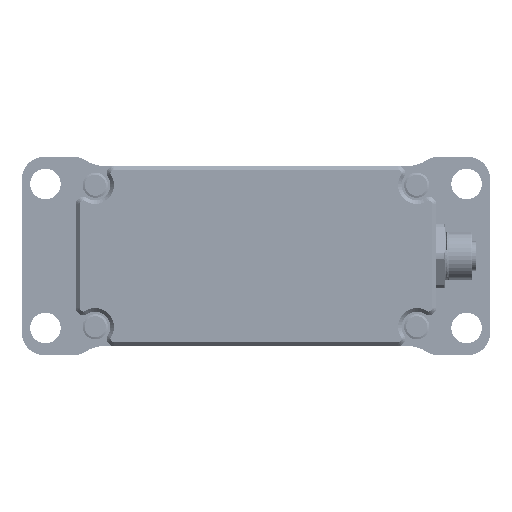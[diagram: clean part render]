
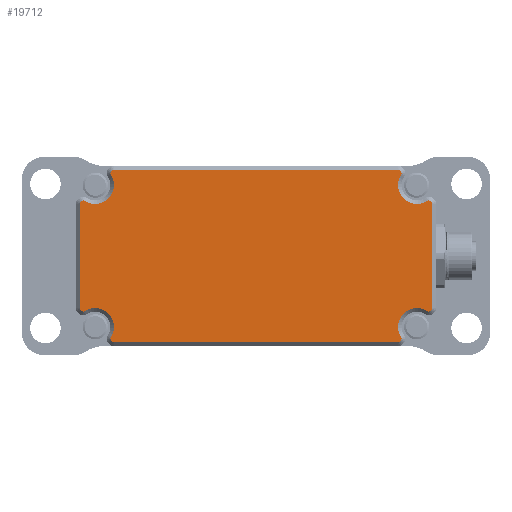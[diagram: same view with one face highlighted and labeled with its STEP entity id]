
A CAD part, front view. The second image highlights one B-rep face of the part: STEP entity #19712.
In plain terms, the highlighted planar face has unit normal (0, -1, 0).
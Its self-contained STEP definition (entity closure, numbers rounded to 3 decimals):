
#15232=DIRECTION('',(0.,0.,-1.));
#15233=VECTOR('',#15232,28.867);
#15234=CARTESIAN_POINT('',(-49.,-73.,
14.434));
#15235=LINE('',#15234,#15233);
#15239=CARTESIAN_POINT('',(-48.,-73.,14.434));
#15240=DIRECTION('',(0.,-1.,0.));
#15241=DIRECTION('',(0.54,0.,0.842));
#15242=AXIS2_PLACEMENT_3D('',#15239,#15240,#15241);
#15247=CARTESIAN_POINT('',(-44.652,-73.,19.652));
#15248=DIRECTION('',(0.,1.,0.));
#15249=DIRECTION('',(0.842,0.,0.54));
#15250=AXIS2_PLACEMENT_3D('',#15247,#15248,#15249);
#15255=CARTESIAN_POINT('',(-39.434,-73.,23.));
#15256=DIRECTION('',(0.,-1.,0.));
#15257=DIRECTION('',(0.,0.,1.));
#15258=AXIS2_PLACEMENT_3D('',#15255,#15256,#15257);
#15263=DIRECTION('',(-1.,0.,0.));
#15264=VECTOR('',#15263,78.867);
#15265=CARTESIAN_POINT('',(39.434,-73.,
24.));
#15266=LINE('',#15265,#15264);
#15270=CARTESIAN_POINT('',(39.434,-73.,23.));
#15271=DIRECTION('',(0.,-1.,0.));
#15272=DIRECTION('',(0.842,0.,-0.54));
#15273=AXIS2_PLACEMENT_3D('',#15270,#15271,#15272);
#15278=CARTESIAN_POINT('',(44.652,-73.,19.652));
#15279=DIRECTION('',(0.,1.,0.));
#15280=DIRECTION('',(0.54,0.,-0.842));
#15281=AXIS2_PLACEMENT_3D('',#15278,#15279,#15280);
#15286=CARTESIAN_POINT('',(48.,-73.,14.434));
#15287=DIRECTION('',(0.,-1.,0.));
#15288=DIRECTION('',(1.,0.,0.));
#15289=AXIS2_PLACEMENT_3D('',#15286,#15287,#15288);
#15294=DIRECTION('',(0.,0.,1.));
#15295=VECTOR('',#15294,28.867);
#15296=CARTESIAN_POINT('',(49.,-73.,
-14.434));
#15297=LINE('',#15296,#15295);
#15301=CARTESIAN_POINT('',(48.,-73.,-14.434));
#15302=DIRECTION('',(0.,-1.,0.));
#15303=DIRECTION('',(-0.54,0.,-0.842));
#15304=AXIS2_PLACEMENT_3D('',#15301,#15302,#15303);
#15309=CARTESIAN_POINT('',(44.652,-73.,-19.652));
#15310=DIRECTION('',(0.,1.,0.));
#15311=DIRECTION('',(-0.842,0.,-0.54));
#15312=AXIS2_PLACEMENT_3D('',#15309,#15310,#15311);
#15317=CARTESIAN_POINT('',(39.434,-73.,-23.));
#15318=DIRECTION('',(0.,-1.,0.));
#15319=DIRECTION('',(0.,0.,-1.));
#15320=AXIS2_PLACEMENT_3D('',#15317,#15318,#15319);
#15325=DIRECTION('',(1.,0.,0.));
#15326=VECTOR('',#15325,78.867);
#15327=CARTESIAN_POINT('',(-39.434,-73.,
-24.));
#15328=LINE('',#15327,#15326);
#15332=CARTESIAN_POINT('',(-39.434,-73.,-23.));
#15333=DIRECTION('',(0.,-1.,0.));
#15334=DIRECTION('',(-0.842,0.,0.54));
#15335=AXIS2_PLACEMENT_3D('',#15332,#15333,#15334);
#15340=CARTESIAN_POINT('',(-44.652,-73.,-19.652));
#15341=DIRECTION('',(0.,1.,0.));
#15342=DIRECTION('',(-0.54,0.,0.842));
#15343=AXIS2_PLACEMENT_3D('',#15340,#15341,#15342);
#15348=CARTESIAN_POINT('',(-48.,-73.,-14.434));
#15349=DIRECTION('',(0.,-1.,0.));
#15350=DIRECTION('',(-1.,0.,0.));
#15351=AXIS2_PLACEMENT_3D('',#15348,#15349,#15350);
#15713=CARTESIAN_POINT('',(-49.,-73.,
14.434));
#15714=CARTESIAN_POINT('',(-49.,-73.,
-14.434));
#15715=VERTEX_POINT('',#15713);
#15716=VERTEX_POINT('',#15714);
#15721=CARTESIAN_POINT('',(-39.434,-73.,
-24.));
#15722=CARTESIAN_POINT('',(39.434,-73.,
-24.));
#15723=VERTEX_POINT('',#15721);
#15724=VERTEX_POINT('',#15722);
#15729=CARTESIAN_POINT('',(49.,-73.,
-14.434));
#15730=CARTESIAN_POINT('',(49.,-73.,
14.434));
#15731=VERTEX_POINT('',#15729);
#15732=VERTEX_POINT('',#15730);
#15737=CARTESIAN_POINT('',(39.434,-73.,
24.));
#15738=CARTESIAN_POINT('',(-39.434,-73.,
24.));
#15739=VERTEX_POINT('',#15737);
#15740=VERTEX_POINT('',#15738);
#16105=CARTESIAN_POINT('',(-40.275,-73.,22.46));
#16106=CARTESIAN_POINT('',(-47.46,-73.,15.275));
#16107=VERTEX_POINT('',#16105);
#16108=VERTEX_POINT('',#16106);
#16113=CARTESIAN_POINT('',(-47.46,-73.,-15.275));
#16114=CARTESIAN_POINT('',(-40.275,-73.,-22.46));
#16115=VERTEX_POINT('',#16113);
#16116=VERTEX_POINT('',#16114);
#16121=CARTESIAN_POINT('',(40.275,-73.,-22.46));
#16122=CARTESIAN_POINT('',(47.46,-73.,-15.275));
#16123=VERTEX_POINT('',#16121);
#16124=VERTEX_POINT('',#16122);
#16129=CARTESIAN_POINT('',(47.46,-73.,15.275));
#16130=CARTESIAN_POINT('',(40.275,-73.,22.46));
#16131=VERTEX_POINT('',#16129);
#16132=VERTEX_POINT('',#16130);
#19675=CARTESIAN_POINT('',(0.,-73.,0.));
#19676=DIRECTION('',(0.,1.,0.));
#19677=DIRECTION('',(1.,0.,0.));
#19678=AXIS2_PLACEMENT_3D('',#19675,#19676,#19677);
#19679=PLANE('',#19678);
#19681=ORIENTED_EDGE('',*,*,#19680,.F.);
#19683=ORIENTED_EDGE('',*,*,#19682,.F.);
#19685=ORIENTED_EDGE('',*,*,#19684,.F.);
#19687=ORIENTED_EDGE('',*,*,#19686,.F.);
#19689=ORIENTED_EDGE('',*,*,#19688,.F.);
#19691=ORIENTED_EDGE('',*,*,#19690,.F.);
#19692=ORIENTED_EDGE('',*,*,#19658,.F.);
#19693=ORIENTED_EDGE('',*,*,#19641,.F.);
#19695=ORIENTED_EDGE('',*,*,#19694,.F.);
#19697=ORIENTED_EDGE('',*,*,#19696,.F.);
#19699=ORIENTED_EDGE('',*,*,#19698,.F.);
#19701=ORIENTED_EDGE('',*,*,#19700,.F.);
#19703=ORIENTED_EDGE('',*,*,#19702,.F.);
#19705=ORIENTED_EDGE('',*,*,#19704,.F.);
#19707=ORIENTED_EDGE('',*,*,#19706,.F.);
#19709=ORIENTED_EDGE('',*,*,#19708,.F.);
#19710=EDGE_LOOP('',(#19681,#19683,#19685,#19687,#19689,#19691,#19692,#19693,
#19695,#19697,#19699,#19701,#19703,#19705,#19707,#19709));
#19711=FACE_OUTER_BOUND('',#19710,.F.);
#19712=ADVANCED_FACE('',(#19711),#19679,.F.);
#15243=CIRCLE('',#15242,1.);
#15251=CIRCLE('',#15250,5.2);
#15259=CIRCLE('',#15258,1.);
#15274=CIRCLE('',#15273,1.);
#15282=CIRCLE('',#15281,5.2);
#15290=CIRCLE('',#15289,1.);
#15305=CIRCLE('',#15304,1.);
#15313=CIRCLE('',#15312,5.2);
#15321=CIRCLE('',#15320,1.);
#15336=CIRCLE('',#15335,1.);
#15344=CIRCLE('',#15343,5.2);
#15352=CIRCLE('',#15351,1.);
#19641=EDGE_CURVE('',#15732,#16131,#15290,.T.);
#19658=EDGE_CURVE('',#16131,#16132,#15282,.T.);
#19680=EDGE_CURVE('',#15715,#15716,#15235,.T.);
#19682=EDGE_CURVE('',#16108,#15715,#15243,.T.);
#19684=EDGE_CURVE('',#16107,#16108,#15251,.T.);
#19686=EDGE_CURVE('',#15740,#16107,#15259,.T.);
#19688=EDGE_CURVE('',#15739,#15740,#15266,.T.);
#19690=EDGE_CURVE('',#16132,#15739,#15274,.T.);
#19694=EDGE_CURVE('',#15731,#15732,#15297,.T.);
#19696=EDGE_CURVE('',#16124,#15731,#15305,.T.);
#19698=EDGE_CURVE('',#16123,#16124,#15313,.T.);
#19700=EDGE_CURVE('',#15724,#16123,#15321,.T.);
#19702=EDGE_CURVE('',#15723,#15724,#15328,.T.);
#19704=EDGE_CURVE('',#16116,#15723,#15336,.T.);
#19706=EDGE_CURVE('',#16115,#16116,#15344,.T.);
#19708=EDGE_CURVE('',#15716,#16115,#15352,.T.);
